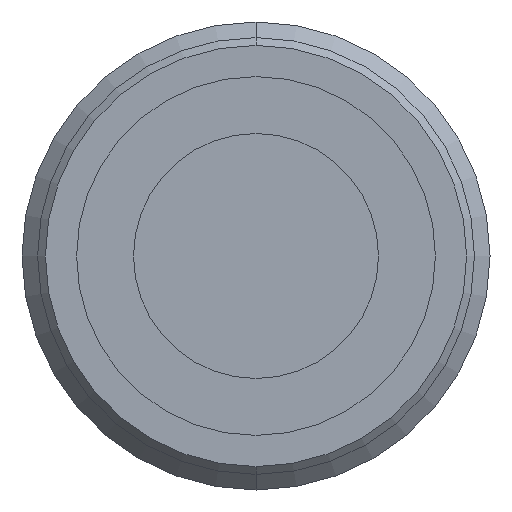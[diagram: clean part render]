
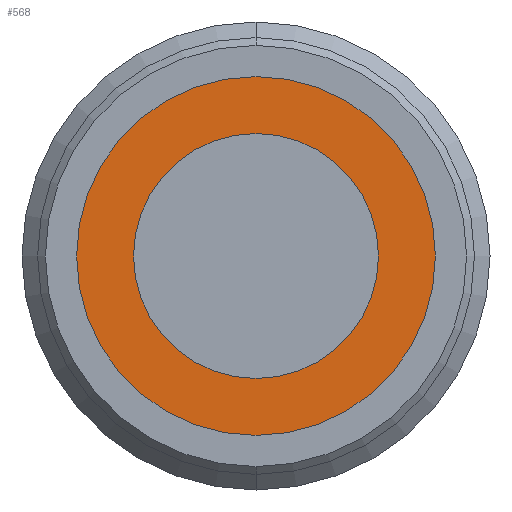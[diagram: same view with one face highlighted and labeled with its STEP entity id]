
A CAD part, front view. The second image highlights one B-rep face of the part: STEP entity #568.
In plain terms, the highlighted planar face has unit normal (0, -1, 0).
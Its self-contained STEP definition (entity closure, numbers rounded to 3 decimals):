
#568 = ADVANCED_FACE ( 'NONE', ( #1956, #1961 ), #1177, .F. ) ;
#647 = DIRECTION ( 'NONE',  ( 0., -1., 0. ) ) ;
#653 = DIRECTION ( 'NONE',  ( 0., 0., -1. ) ) ;
#659 = DIRECTION ( 'NONE',  ( 0., 0., -1. ) ) ;
#660 = CARTESIAN_POINT ( 'NONE',  ( 0., 0., 0. ) ) ;
#669 = DIRECTION ( 'NONE',  ( 0., 0., -1. ) ) ;
#678 = CARTESIAN_POINT ( 'NONE',  ( 0., 0., 11.5 ) ) ;
#686 = CARTESIAN_POINT ( 'NONE',  ( 0., 0., 0. ) ) ;
#727 = DIRECTION ( 'NONE',  ( 0., -1., 0. ) ) ;
#733 = DIRECTION ( 'NONE',  ( 0., -1., 0. ) ) ;
#750 = CARTESIAN_POINT ( 'NONE',  ( 0., 0., -11.5 ) ) ;
#757 = CARTESIAN_POINT ( 'NONE',  ( 0., 0., -7.85 ) ) ;
#792 = CARTESIAN_POINT ( 'NONE',  ( 0., 0., 0. ) ) ;
#799 = CARTESIAN_POINT ( 'NONE',  ( 0., 0., 7.85 ) ) ;
#859 = DIRECTION ( 'NONE',  ( 0., -1., 0. ) ) ;
#873 = DIRECTION ( 'NONE',  ( 0., 0., -1. ) ) ;
#894 = CARTESIAN_POINT ( 'NONE',  ( 0., 0., 0. ) ) ;
#1090 = EDGE_LOOP ( 'NONE', ( #2435, #2411 ) ) ;
#1093 = EDGE_LOOP ( 'NONE', ( #1614, #2425 ) ) ;
#1174 = DIRECTION ( 'NONE',  ( 0., 0., 1. ) ) ;
#1175 = DIRECTION ( 'NONE',  ( 0., 1., 0. ) ) ;
#1177 = PLANE ( 'NONE',  #1429 ) ;
#1180 = CARTESIAN_POINT ( 'NONE',  ( 14., 0., 0. ) ) ;
#1328 = EDGE_CURVE ( 'NONE', #2192, #2173, #2055, .T. ) ;
#1329 = EDGE_CURVE ( 'NONE', #2177, #2175, #2065, .T. ) ;
#1331 = EDGE_CURVE ( 'NONE', #2173, #2192, #2066, .T. ) ;
#1375 = EDGE_CURVE ( 'NONE', #2175, #2177, #2120, .T. ) ;
#1429 = AXIS2_PLACEMENT_3D ( 'NONE', #1180, #1175, #1174 ) ;
#1526 = AXIS2_PLACEMENT_3D ( 'NONE', #894, #859, #653 ) ;
#1527 = AXIS2_PLACEMENT_3D ( 'NONE', #686, #727, #873 ) ;
#1529 = AXIS2_PLACEMENT_3D ( 'NONE', #660, #647, #669 ) ;
#1563 = AXIS2_PLACEMENT_3D ( 'NONE', #792, #733, #659 ) ;
#1614 = ORIENTED_EDGE ( 'NONE', *, *, #1329, .T. ) ;
#1956 = FACE_BOUND ( 'NONE', #1090, .T. ) ;
#1961 = FACE_OUTER_BOUND ( 'NONE', #1093, .T. ) ;
#2055 = CIRCLE ( 'NONE', #1526, 7.85 ) ;
#2065 = CIRCLE ( 'NONE', #1527, 11.5 ) ;
#2066 = CIRCLE ( 'NONE', #1529, 7.85 ) ;
#2120 = CIRCLE ( 'NONE', #1563, 11.5 ) ;
#2173 = VERTEX_POINT ( 'NONE', #757 ) ;
#2175 = VERTEX_POINT ( 'NONE', #678 ) ;
#2177 = VERTEX_POINT ( 'NONE', #750 ) ;
#2192 = VERTEX_POINT ( 'NONE', #799 ) ;
#2411 = ORIENTED_EDGE ( 'NONE', *, *, #1328, .F. ) ;
#2425 = ORIENTED_EDGE ( 'NONE', *, *, #1375, .T. ) ;
#2435 = ORIENTED_EDGE ( 'NONE', *, *, #1331, .F. ) ;
